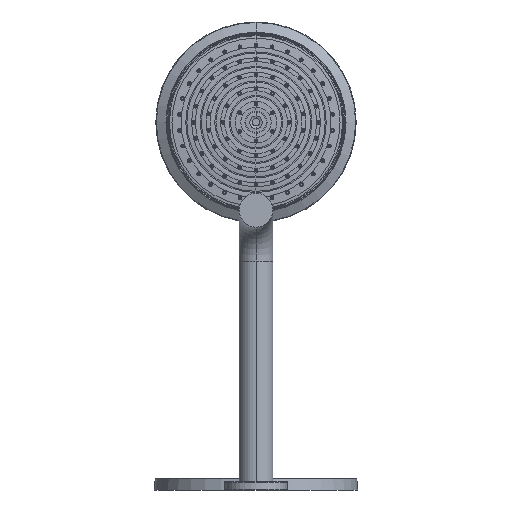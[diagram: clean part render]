
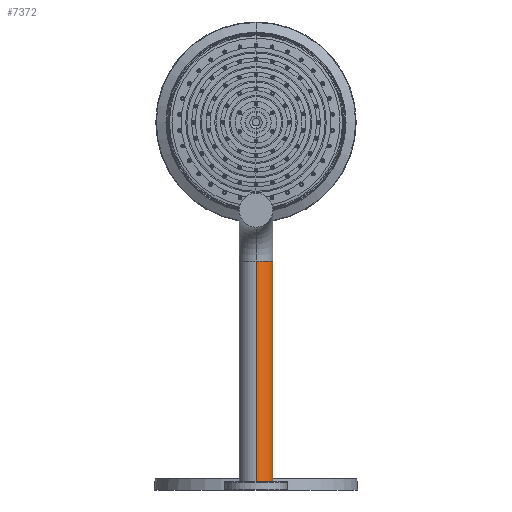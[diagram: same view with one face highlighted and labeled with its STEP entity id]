
A CAD part, front view. The second image highlights one B-rep face of the part: STEP entity #7372.
In plain terms, the highlighted cylindrical face has radius 12.7 mm (diameter 25.4 mm), a partial arc.
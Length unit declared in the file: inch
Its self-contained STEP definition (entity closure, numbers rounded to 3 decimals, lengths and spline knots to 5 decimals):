
#7180=CARTESIAN_POINT('',(0.,-8.,0.25));
#7181=DIRECTION('',(0.,0.,1.));
#7182=DIRECTION('',(0.,-1.,0.));
#7183=AXIS2_PLACEMENT_3D('',#7180,#7181,#7182);
#7185=DIRECTION('',(0.,0.,1.));
#7186=VECTOR('',#7185,6.5);
#7187=CARTESIAN_POINT('',(0.,-8.5,0.25));
#7188=LINE('',#7187,#7186);
#7194=DIRECTION('',(0.,0.,1.));
#7195=VECTOR('',#7194,6.5);
#7196=CARTESIAN_POINT('',(0.,-7.5,0.25));
#7197=LINE('',#7196,#7195);
#7208=CARTESIAN_POINT('',(0.,-8.,6.75));
#7209=DIRECTION('',(0.,0.,1.));
#7210=DIRECTION('',(0.,-1.,0.));
#7211=AXIS2_PLACEMENT_3D('',#7208,#7209,#7210);
#7246=CARTESIAN_POINT('',(0.,-8.5,6.75));
#7247=CARTESIAN_POINT('',(0.,-7.5,6.75));
#7248=VERTEX_POINT('',#7246);
#7249=VERTEX_POINT('',#7247);
#7270=CARTESIAN_POINT('',(0.,-8.5,0.25));
#7271=CARTESIAN_POINT('',(0.,-7.5,0.25));
#7272=VERTEX_POINT('',#7270);
#7273=VERTEX_POINT('',#7271);
#7358=CARTESIAN_POINT('',(0.,-8.,0.105));
#7359=DIRECTION('',(0.,0.,1.));
#7360=DIRECTION('',(0.,-1.,0.));
#7361=AXIS2_PLACEMENT_3D('',#7358,#7359,#7360);
#7362=CYLINDRICAL_SURFACE('',#7361,0.5);
#7363=ORIENTED_EDGE('',*,*,#7285,.F.);
#7365=ORIENTED_EDGE('',*,*,#7364,.T.);
#7367=ORIENTED_EDGE('',*,*,#7366,.T.);
#7369=ORIENTED_EDGE('',*,*,#7368,.F.);
#7370=EDGE_LOOP('',(#7363,#7365,#7367,#7369));
#7371=FACE_OUTER_BOUND('',#7370,.F.);
#7372=ADVANCED_FACE('',(#7371),#7362,.T.);
#7184=CIRCLE('',#7183,0.5);
#7212=CIRCLE('',#7211,0.5);
#7285=EDGE_CURVE('',#7272,#7273,#7184,.T.);
#7364=EDGE_CURVE('',#7272,#7248,#7188,.T.);
#7366=EDGE_CURVE('',#7248,#7249,#7212,.T.);
#7368=EDGE_CURVE('',#7273,#7249,#7197,.T.);
